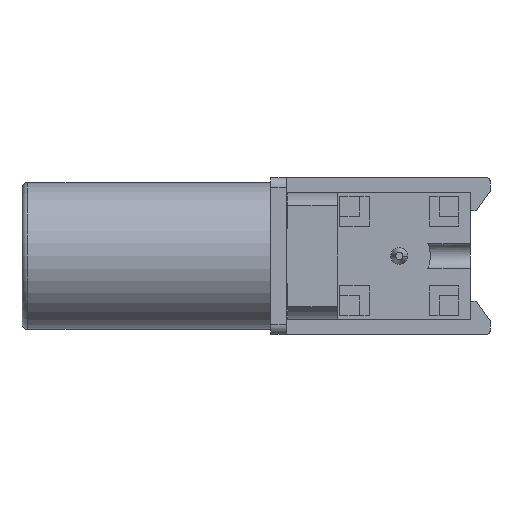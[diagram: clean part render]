
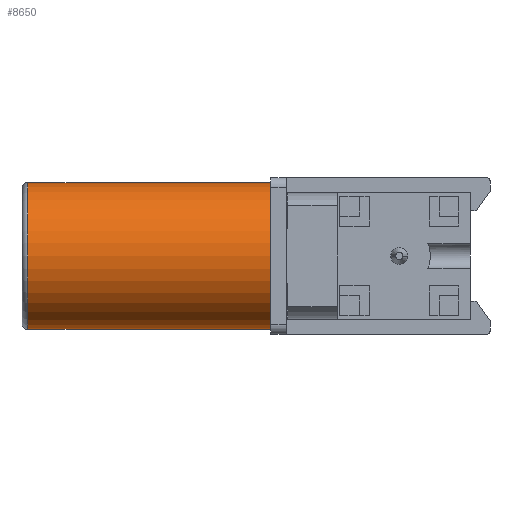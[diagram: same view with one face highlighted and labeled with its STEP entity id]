
A CAD part, front view. The second image highlights one B-rep face of the part: STEP entity #8650.
In plain terms, the highlighted cylindrical face has radius 3.75 mm (diameter 7.5 mm), a partial arc.
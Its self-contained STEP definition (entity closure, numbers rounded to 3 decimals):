
#2765=DIRECTION('',(-1.,0.,0.));
#2766=VECTOR('',#2765,12.4);
#2767=CARTESIAN_POINT('',(-6.568,0.,3.75));
#2768=LINE('',#2767,#2766);
#2842=CARTESIAN_POINT('',(-18.968,0.,0.));
#2843=DIRECTION('',(-1.,0.,0.));
#2844=DIRECTION('',(0.,0.,-1.));
#2845=AXIS2_PLACEMENT_3D('',#2842,#2843,#2844);
#2847=CARTESIAN_POINT('',(-6.568,0.,0.));
#2848=DIRECTION('',(-1.,0.,0.));
#2849=DIRECTION('',(0.,0.,-1.));
#2850=AXIS2_PLACEMENT_3D('',#2847,#2848,#2849);
#2852=DIRECTION('',(-1.,0.,0.));
#2853=VECTOR('',#2852,12.4);
#2854=CARTESIAN_POINT('',(-6.568,0.,-3.75));
#2855=LINE('',#2854,#2853);
#3810=CARTESIAN_POINT('',(-6.568,0.,-3.75));
#3811=CARTESIAN_POINT('',(-6.568,0.,3.75));
#3812=VERTEX_POINT('',#3810);
#3813=VERTEX_POINT('',#3811);
#3970=CARTESIAN_POINT('',(-18.968,0.,-3.75));
#3971=CARTESIAN_POINT('',(-18.968,0.,3.75));
#3972=VERTEX_POINT('',#3970);
#3973=VERTEX_POINT('',#3971);
#8638=CARTESIAN_POINT('',(-6.568,0.,0.));
#8639=DIRECTION('',(-1.,0.,0.));
#8640=DIRECTION('',(0.,0.,1.));
#8641=AXIS2_PLACEMENT_3D('',#8638,#8639,#8640);
#8642=CYLINDRICAL_SURFACE('',#8641,3.75);
#8644=ORIENTED_EDGE('',*,*,#8643,.T.);
#8645=ORIENTED_EDGE('',*,*,#8525,.F.);
#8646=ORIENTED_EDGE('',*,*,#4826,.F.);
#8647=ORIENTED_EDGE('',*,*,#8529,.T.);
#8648=EDGE_LOOP('',(#8644,#8645,#8646,#8647));
#8649=FACE_OUTER_BOUND('',#8648,.F.);
#8650=ADVANCED_FACE('',(#8649),#8642,.T.);
#2846=CIRCLE('',#2845,3.75);
#2851=CIRCLE('',#2850,3.75);
#4826=EDGE_CURVE('',#3812,#3813,#2851,.T.);
#8525=EDGE_CURVE('',#3813,#3973,#2768,.T.);
#8529=EDGE_CURVE('',#3812,#3972,#2855,.T.);
#8643=EDGE_CURVE('',#3972,#3973,#2846,.T.);
